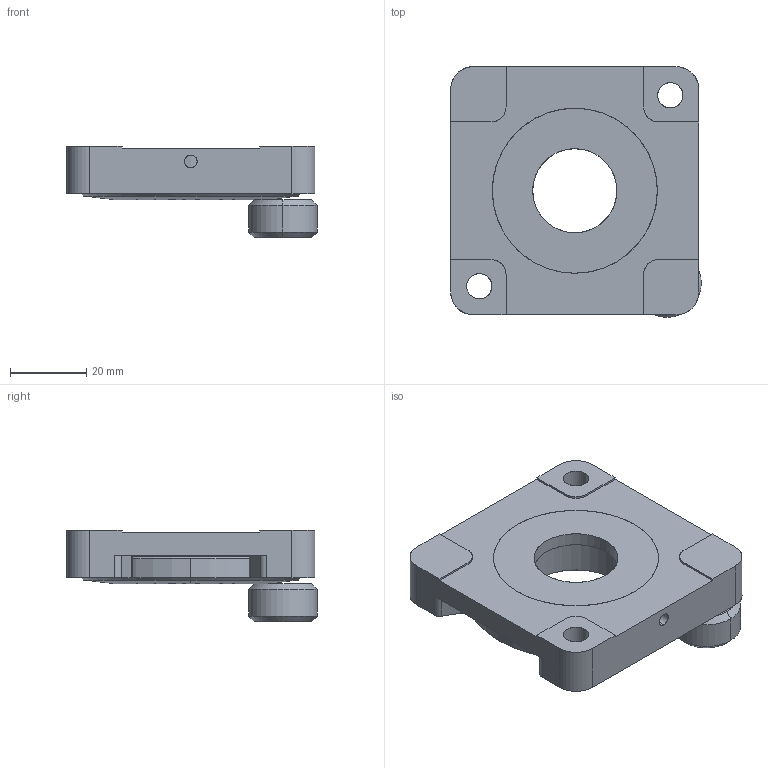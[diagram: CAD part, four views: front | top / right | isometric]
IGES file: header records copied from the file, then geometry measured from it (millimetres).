
Start section: SolidWorks IGES file using analytic representation for surfaces
Global section: file name: 1HGCM-1109M-装配-01.IGS; native system: SolidWorks 2010; preprocessor: SolidWorks 2010; author: thl; date: 151202.101314; units: millimetre
Bounding box: 65.63 x 65.63 x 24 mm (x, y, z)
Surface area: 18187.3 mm2 (no closed solid volume)
Topology: 0 solids, 0 shells, 88 faces, 1514 edges, 1514 vertices
Faces by surface type: revolution 56, bspline 32
